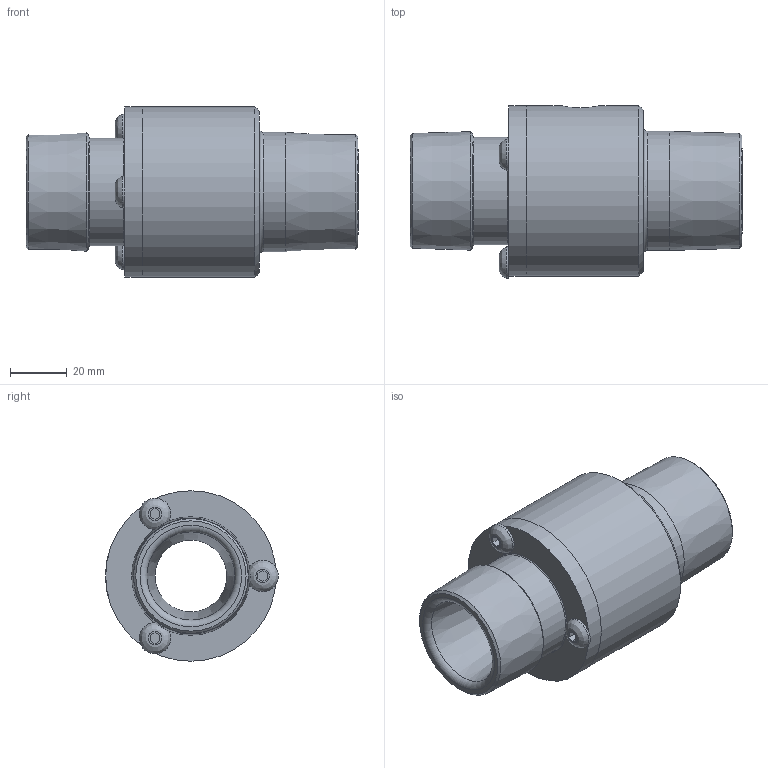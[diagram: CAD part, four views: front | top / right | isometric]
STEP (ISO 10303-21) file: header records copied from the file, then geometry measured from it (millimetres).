
FILE_DESCRIPTION((''),'2;1');
FILE_NAME('141125-3D.stp','2010-05-26T16:27:22',('Michael Witt'),(''),'Autodesk Inventor 2010','Autodesk Inventor 2010','');
FILE_SCHEMA(('AUTOMOTIVE_DESIGN { 1 0 10303 214 1 1 1 1 }'));
Length unit declared in the file: inch
Products named in the file (6): Assembly19; Part195; Part197; Part199; Part201; Part203
Assembly tree (5 placements, depth 2):
  Assembly19
    Part195
    Part197
    Part199
    Part201
    Part203
Bounding box: 117.47 x 61.11 x 60.33 mm (x, y, z)
Volume: 161780.9 mm3; surface area: 41179.3 mm2
Topology: 5 solids, 5 shells, 86 faces, 178 edges, 112 vertices
Faces by surface type: bspline 45, cylinder 15, cone 14, plane 10, torus 2
Full cylindrical faces by diameter (mm): 6.35 x3, 7.112 x3, 11.114 x1, 25.4 x2, 38.087 x1, 41.91 x2, 42.164 x1, 60.325 x2
Entity records: 2589 total; most frequent: CARTESIAN_POINT 904, DIRECTION 286, ORIENTED_EDGE 248, EDGE_LOOP 154, EDGE_CURVE 124, AXIS2_PLACEMENT_3D 116, VERTEX_POINT 104, FACE_OUTER_BOUND 86
